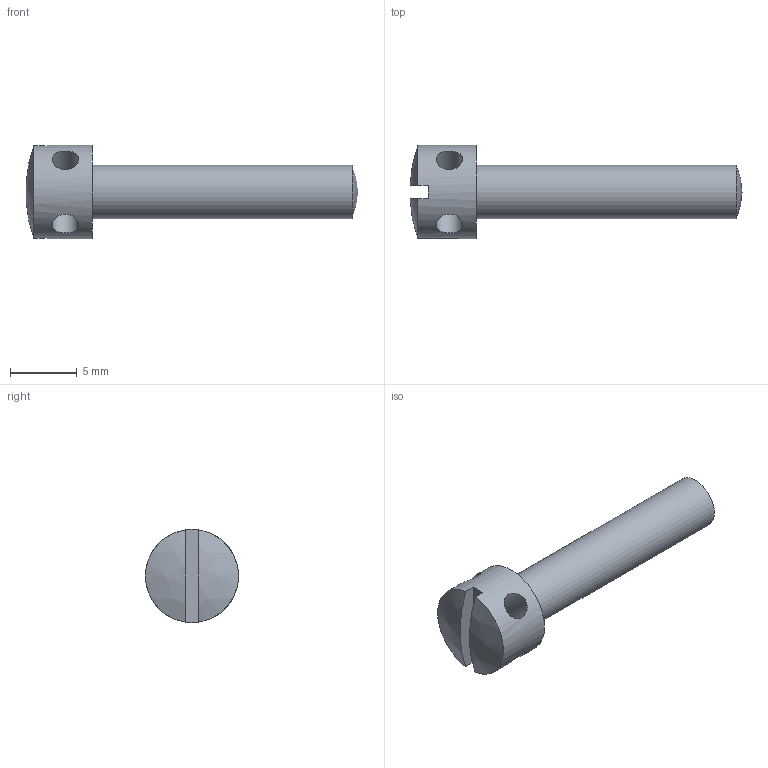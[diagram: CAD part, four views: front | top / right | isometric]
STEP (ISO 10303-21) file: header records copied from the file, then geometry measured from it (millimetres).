
FILE_DESCRIPTION(/* description */ ('Zylinderschraube mit Schlitz und Kreuzloch'),/* implementation_level */ '2;1');
FILE_NAME(/* name */ '21007915_KP.stp',/* time_stamp */ '2015-04-22T13:32:07+02:00',/* author */ ('kleemann'),/* organization */ (''),/* preprocessor_version */ 'ST-DEVELOPER v15.6',/* originating_system */ 'Autodesk Inventor 2015',/* authorisation */ '');
FILE_SCHEMA (('AUTOMOTIVE_DESIGN { 1 0 10303 214 3 1 1 }'));
Length unit declared in the file: millimetre
Products named in the file (1): SHR P M4X20X7   ÄHNL. DIN 404
Bounding box: 24.96 x 7 x 7 mm (x, y, z)
Volume: 382.5 mm3; surface area: 492.9 mm2
Topology: 1 solids, 1 shells, 13 faces, 34 edges, 22 vertices
Faces by surface type: cylinder 6, plane 4, sphere 3
Full cylindrical faces by diameter (mm): 2 x4, 4 x1, 7 x1
Entity records: 508 total; most frequent: CARTESIAN_POINT 186, DIRECTION 60, ORIENTED_EDGE 46, AXIS2_PLACEMENT_3D 27, EDGE_LOOP 24, EDGE_CURVE 23, VERTEX_POINT 17, FACE_OUTER_BOUND 13
